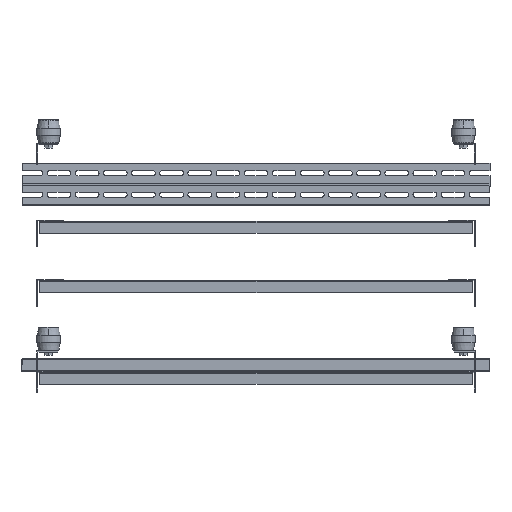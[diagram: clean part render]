
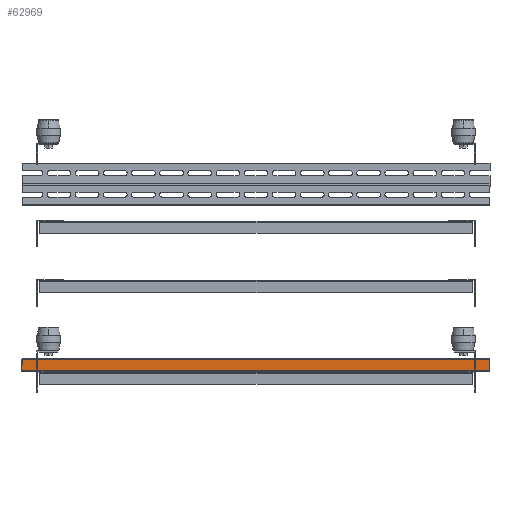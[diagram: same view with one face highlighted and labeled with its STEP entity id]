
A CAD part, front view. The second image highlights one B-rep face of the part: STEP entity #62969.
In plain terms, the highlighted planar face has unit normal (0, -1, 0).
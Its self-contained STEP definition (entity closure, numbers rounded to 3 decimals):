
#747 = LINE ( 'NONE', #19471, #40422 ) ;
#2908 = CARTESIAN_POINT ( 'NONE',  ( -284.888, 45.945, 909.667 ) ) ;
#5558 = CARTESIAN_POINT ( 'NONE',  ( 505.112, 45.945, 889.667 ) ) ;
#6796 = CARTESIAN_POINT ( 'NONE',  ( -284.888, 45.945, 889.667 ) ) ;
#8152 = EDGE_LOOP ( 'NONE', ( #66341, #38896, #8934, #47321 ) ) ;
#8934 = ORIENTED_EDGE ( 'NONE', *, *, #20892, .F. ) ;
#11229 = DIRECTION ( 'NONE',  ( 1., 0., 0. ) ) ;
#11368 = CARTESIAN_POINT ( 'NONE',  ( -284.888, 45.945, 889.667 ) ) ;
#15298 = LINE ( 'NONE', #20595, #27470 ) ;
#19471 = CARTESIAN_POINT ( 'NONE',  ( -284.888, 45.945, 909.667 ) ) ;
#19686 = DIRECTION ( 'NONE',  ( -1., 0., 0. ) ) ;
#20595 = CARTESIAN_POINT ( 'NONE',  ( -284.888, 45.945, 889.667 ) ) ;
#20794 = EDGE_CURVE ( 'NONE', #30761, #35968, #747, .T. ) ;
#20892 = EDGE_CURVE ( 'NONE', #47376, #35968, #15298, .T. ) ;
#23553 = VECTOR ( 'NONE', #11229, 1000. ) ;
#27470 = VECTOR ( 'NONE', #67280, 1000. ) ;
#27634 = DIRECTION ( 'NONE',  ( 0., 1., 0. ) ) ;
#29312 = EDGE_CURVE ( 'NONE', #47376, #43299, #63265, .T. ) ;
#29802 = EDGE_CURVE ( 'NONE', #43299, #30761, #64838, .T. ) ;
#30761 = VERTEX_POINT ( 'NONE', #50019 ) ;
#31108 = DIRECTION ( 'NONE',  ( 0., 0., 1. ) ) ;
#35968 = VERTEX_POINT ( 'NONE', #2908 ) ;
#38896 = ORIENTED_EDGE ( 'NONE', *, *, #20794, .T. ) ;
#40422 = VECTOR ( 'NONE', #19686, 1000. ) ;
#42234 = CARTESIAN_POINT ( 'NONE',  ( -284.888, 45.945, 889.667 ) ) ;
#43299 = VERTEX_POINT ( 'NONE', #5558 ) ;
#47321 = ORIENTED_EDGE ( 'NONE', *, *, #29312, .T. ) ;
#47376 = VERTEX_POINT ( 'NONE', #11368 ) ;
#47820 = VECTOR ( 'NONE', #31108, 1000. ) ;
#50019 = CARTESIAN_POINT ( 'NONE',  ( 505.112, 45.945, 909.667 ) ) ;
#58689 = PLANE ( 'NONE',  #62711 ) ;
#62142 = CARTESIAN_POINT ( 'NONE',  ( 505.112, 45.945, 889.667 ) ) ;
#62711 = AXIS2_PLACEMENT_3D ( 'NONE', #6796, #27634, #63864 ) ;
#62969 = ADVANCED_FACE ( 'NONE', ( #63109 ), #58689, .F. ) ;
#63109 = FACE_OUTER_BOUND ( 'NONE', #8152, .T. ) ;
#63265 = LINE ( 'NONE', #42234, #23553 ) ;
#63864 = DIRECTION ( 'NONE',  ( -1., 0., 0. ) ) ;
#64838 = LINE ( 'NONE', #62142, #47820 ) ;
#66341 = ORIENTED_EDGE ( 'NONE', *, *, #29802, .T. ) ;
#67280 = DIRECTION ( 'NONE',  ( 0., 0., 1. ) ) ;
